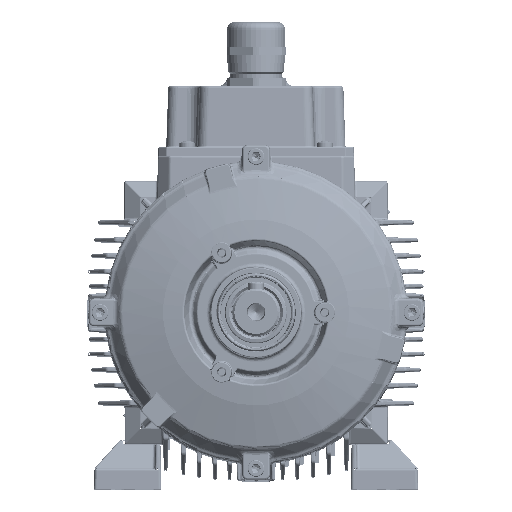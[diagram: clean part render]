
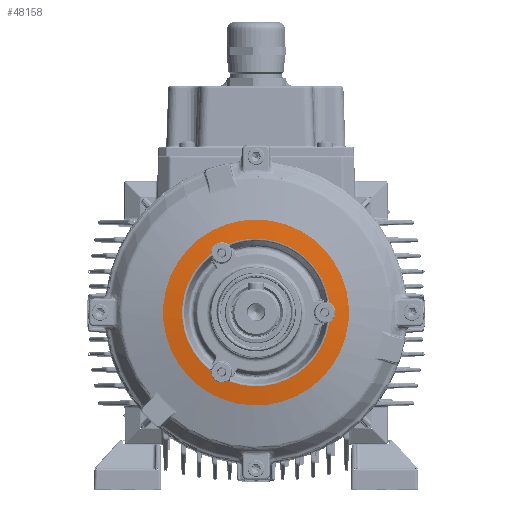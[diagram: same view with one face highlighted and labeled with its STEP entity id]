
A CAD part, top view. The second image highlights one B-rep face of the part: STEP entity #48158.
In plain terms, the highlighted conical face has half-angle 83.497 degrees and reference radius 46.74 mm.
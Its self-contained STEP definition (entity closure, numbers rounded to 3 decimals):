
#28724=FACE_BOUND('',#63218,.T.);
#28725=FACE_BOUND('',#63219,.T.);
#34746=B_SPLINE_CURVE_WITH_KNOTS('',3,(#287694,#287695,#287696,#287697,
#287698,#287699,#287700,#287701,#287702,#287703),.UNSPECIFIED.,.F.,.F.,
(4,2,2,2,4),(0.,0.25,0.5,0.75,1.),.UNSPECIFIED.);
#34750=B_SPLINE_CURVE_WITH_KNOTS('',3,(#287758,#287759,#287760,#287761,
#287762,#287763,#287764,#287765,#287766,#287767),.UNSPECIFIED.,.F.,.F.,
(4,2,2,2,4),(0.,0.25,0.5,0.75,1.),.UNSPECIFIED.);
#34833=B_SPLINE_CURVE_WITH_KNOTS('',3,(#289128,#289129,#289130,#289131,
#289132,#289133,#289134,#289135,#289136,#289137),.UNSPECIFIED.,.F.,.F.,
(4,2,2,2,4),(0.,0.25,0.5,0.75,1.),.UNSPECIFIED.);
#34836=B_SPLINE_CURVE_WITH_KNOTS('',3,(#289180,#289181,#289182,#289183,
#289184,#289185),.UNSPECIFIED.,.F.,.F.,(4,2,4),(0.,0.3,1.),
 .UNSPECIFIED.);
#34837=B_SPLINE_CURVE_WITH_KNOTS('',3,(#289186,#289187,#289188,#289189,
#289190,#289191),.UNSPECIFIED.,.F.,.F.,(4,2,4),(0.,0.7,1.),
 .UNSPECIFIED.);
#34838=B_SPLINE_CURVE_WITH_KNOTS('',3,(#289192,#289193,#289194,#289195,
#289196,#289197),.UNSPECIFIED.,.F.,.F.,(4,2,4),(0.,0.3,1.),
 .UNSPECIFIED.);
#34839=B_SPLINE_CURVE_WITH_KNOTS('',3,(#289198,#289199,#289200,#289201,
#289202,#289203),.UNSPECIFIED.,.F.,.F.,(4,2,4),(0.,0.7,1.),
 .UNSPECIFIED.);
#34840=B_SPLINE_CURVE_WITH_KNOTS('',3,(#289204,#289205,#289206,#289207,
#289208,#289209),.UNSPECIFIED.,.F.,.F.,(4,2,4),(0.,0.3,1.),
 .UNSPECIFIED.);
#34841=B_SPLINE_CURVE_WITH_KNOTS('',3,(#289210,#289211,#289212,#289213,
#289214,#289215),.UNSPECIFIED.,.F.,.F.,(4,2,4),(0.,0.7,1.),
 .UNSPECIFIED.);
#48158=ADVANCED_FACE('',(#28724,#28725),#50919,.T.);
#50919=CONICAL_SURFACE('',#169340,46.74,83.497);
#63218=EDGE_LOOP('',(#95670));
#63219=EDGE_LOOP('',(#95671,#95672,#95673,#95674,#95675,#95676,#95677,#95678,
#95679,#95680,#95681,#95682));
#69913=CIRCLE('',#169012,47.315);
#70049=CIRCLE('',#169232,37.572);
#70053=CIRCLE('',#169237,37.572);
#70105=CIRCLE('',#169331,37.572);
#95670=ORIENTED_EDGE('',*,*,#134787,.F.);
#95671=ORIENTED_EDGE('',*,*,#135112,.T.);
#95672=ORIENTED_EDGE('',*,*,#135291,.T.);
#95673=ORIENTED_EDGE('',*,*,#135140,.T.);
#95674=ORIENTED_EDGE('',*,*,#135292,.T.);
#95675=ORIENTED_EDGE('',*,*,#135288,.T.);
#95676=ORIENTED_EDGE('',*,*,#135293,.T.);
#95677=ORIENTED_EDGE('',*,*,#135146,.T.);
#95678=ORIENTED_EDGE('',*,*,#135294,.T.);
#95679=ORIENTED_EDGE('',*,*,#135116,.T.);
#95680=ORIENTED_EDGE('',*,*,#135295,.T.);
#95681=ORIENTED_EDGE('',*,*,#135269,.T.);
#95682=ORIENTED_EDGE('',*,*,#135296,.T.);
#116730=VERTEX_POINT('',#285659);
#116899=VERTEX_POINT('',#287693);
#116900=VERTEX_POINT('',#287704);
#116903=VERTEX_POINT('',#287757);
#116904=VERTEX_POINT('',#287768);
#116920=VERTEX_POINT('',#287896);
#116922=VERTEX_POINT('',#287900);
#116924=VERTEX_POINT('',#287929);
#116925=VERTEX_POINT('',#287931);
#116962=VERTEX_POINT('',#288981);
#116963=VERTEX_POINT('',#288983);
#116968=VERTEX_POINT('',#289138);
#116969=VERTEX_POINT('',#289139);
#134787=EDGE_CURVE('',#116730,#116730,#69913,.T.);
#135112=EDGE_CURVE('',#116900,#116899,#34746,.T.);
#135116=EDGE_CURVE('',#116904,#116903,#34750,.T.);
#135140=EDGE_CURVE('',#116920,#116922,#70049,.T.);
#135146=EDGE_CURVE('',#116924,#116925,#70053,.T.);
#135269=EDGE_CURVE('',#116962,#116963,#70105,.T.);
#135288=EDGE_CURVE('',#116968,#116969,#34833,.T.);
#135291=EDGE_CURVE('',#116899,#116920,#34836,.T.);
#135292=EDGE_CURVE('',#116922,#116968,#34837,.T.);
#135293=EDGE_CURVE('',#116969,#116924,#34838,.T.);
#135294=EDGE_CURVE('',#116925,#116904,#34839,.T.);
#135295=EDGE_CURVE('',#116903,#116962,#34840,.T.);
#135296=EDGE_CURVE('',#116963,#116900,#34841,.T.);
#169012=AXIS2_PLACEMENT_3D('',#285658,#196348,#196349);
#169232=AXIS2_PLACEMENT_3D('',#287901,#196851,#196852);
#169237=AXIS2_PLACEMENT_3D('',#287932,#196861,#196862);
#169331=AXIS2_PLACEMENT_3D('',#288984,#197056,#197057);
#169340=AXIS2_PLACEMENT_3D('',#289216,#197074,#197075);
#196348=DIRECTION('',(0.,0.,-1.));
#196349=DIRECTION('',(0.,1.,0.));
#196851=DIRECTION('',(0.,0.,-1.));
#196852=DIRECTION('',(0.,1.,0.));
#196861=DIRECTION('',(0.,0.,-1.));
#196862=DIRECTION('',(0.,1.,0.));
#197056=DIRECTION('',(0.,0.,-1.));
#197057=DIRECTION('',(0.,1.,0.));
#197074=DIRECTION('',(0.,0.,-1.));
#197075=DIRECTION('',(0.,-1.,0.));
#285658=CARTESIAN_POINT('',(0.,0.,-11.976));
#285659=CARTESIAN_POINT('',(0.,47.315,-11.976));
#287693=CARTESIAN_POINT('',(-22.889,-29.595,-10.847));
#287694=CARTESIAN_POINT('',(-14.185,-34.62,-10.847));
#287695=CARTESIAN_POINT('',(-15.024,-35.254,-10.95));
#287696=CARTESIAN_POINT('',(-16.065,-35.645,-11.038));
#287697=CARTESIAN_POINT('',(-18.198,-35.78,-11.157));
#287698=CARTESIAN_POINT('',(-19.282,-35.523,-11.188));
#287699=CARTESIAN_POINT('',(-21.117,-34.466,-11.188));
#287700=CARTESIAN_POINT('',(-21.887,-33.648,-11.157));
#287701=CARTESIAN_POINT('',(-22.833,-31.746,-11.039));
#287702=CARTESIAN_POINT('',(-23.019,-30.639,-10.95));
#287703=CARTESIAN_POINT('',(-22.889,-29.595,-10.847));
#287704=CARTESIAN_POINT('',(-14.185,-34.62,-10.847));
#287757=CARTESIAN_POINT('',(37.074,-5.025,-10.847));
#287758=CARTESIAN_POINT('',(37.074,5.025,-10.847));
#287759=CARTESIAN_POINT('',(38.043,4.615,-10.95));
#287760=CARTESIAN_POINT('',(38.902,3.91,-11.038));
#287761=CARTESIAN_POINT('',(40.085,2.13,-11.157));
#287762=CARTESIAN_POINT('',(40.405,1.063,-11.188));
#287763=CARTESIAN_POINT('',(40.407,-1.055,-11.188));
#287764=CARTESIAN_POINT('',(40.083,-2.131,-11.157));
#287765=CARTESIAN_POINT('',(38.909,-3.901,-11.039));
#287766=CARTESIAN_POINT('',(38.044,-4.615,-10.95));
#287767=CARTESIAN_POINT('',(37.074,-5.025,-10.847));
#287768=CARTESIAN_POINT('',(37.074,5.025,-10.847));
#287896=CARTESIAN_POINT('',(-23.521,-29.299,-10.865));
#287900=CARTESIAN_POINT('',(-23.521,29.299,-10.865));
#287901=CARTESIAN_POINT('',(0.,0.,-10.865));
#287929=CARTESIAN_POINT('',(-13.613,35.019,-10.865));
#287931=CARTESIAN_POINT('',(37.134,5.72,-10.865));
#287932=CARTESIAN_POINT('',(0.,0.,-10.865));
#288981=CARTESIAN_POINT('',(37.134,-5.72,-10.865));
#288983=CARTESIAN_POINT('',(-13.613,-35.019,-10.865));
#288984=CARTESIAN_POINT('',(0.,0.,-10.865));
#289128=CARTESIAN_POINT('',(-22.889,29.595,-10.847));
#289129=CARTESIAN_POINT('',(-23.018,30.638,-10.95));
#289130=CARTESIAN_POINT('',(-22.837,31.736,-11.038));
#289131=CARTESIAN_POINT('',(-21.887,33.65,-11.157));
#289132=CARTESIAN_POINT('',(-21.123,34.46,-11.188));
#289133=CARTESIAN_POINT('',(-19.29,35.521,-11.188));
#289134=CARTESIAN_POINT('',(-18.196,35.779,-11.157));
#289135=CARTESIAN_POINT('',(-16.077,35.647,-11.039));
#289136=CARTESIAN_POINT('',(-15.025,35.254,-10.95));
#289137=CARTESIAN_POINT('',(-14.185,34.62,-10.847));
#289138=CARTESIAN_POINT('',(-22.889,29.595,-10.847));
#289139=CARTESIAN_POINT('',(-14.185,34.62,-10.847));
#289180=CARTESIAN_POINT('',(-22.889,-29.595,-10.847));
#289181=CARTESIAN_POINT('',(-22.959,-29.581,-10.851));
#289182=CARTESIAN_POINT('',(-23.027,-29.562,-10.854));
#289183=CARTESIAN_POINT('',(-23.247,-29.483,-10.862));
#289184=CARTESIAN_POINT('',(-23.393,-29.401,-10.865));
#289185=CARTESIAN_POINT('',(-23.521,-29.299,-10.865));
#289186=CARTESIAN_POINT('',(-23.521,29.299,-10.865));
#289187=CARTESIAN_POINT('',(-23.393,29.401,-10.865));
#289188=CARTESIAN_POINT('',(-23.247,29.483,-10.862));
#289189=CARTESIAN_POINT('',(-23.027,29.562,-10.854));
#289190=CARTESIAN_POINT('',(-22.959,29.581,-10.851));
#289191=CARTESIAN_POINT('',(-22.889,29.595,-10.847));
#289192=CARTESIAN_POINT('',(-14.185,34.62,-10.847));
#289193=CARTESIAN_POINT('',(-14.138,34.673,-10.851));
#289194=CARTESIAN_POINT('',(-14.088,34.723,-10.854));
#289195=CARTESIAN_POINT('',(-13.909,34.874,-10.862));
#289196=CARTESIAN_POINT('',(-13.765,34.96,-10.865));
#289197=CARTESIAN_POINT('',(-13.613,35.019,-10.865));
#289198=CARTESIAN_POINT('',(37.134,5.72,-10.865));
#289199=CARTESIAN_POINT('',(37.159,5.559,-10.865));
#289200=CARTESIAN_POINT('',(37.157,5.391,-10.862));
#289201=CARTESIAN_POINT('',(37.115,5.161,-10.854));
#289202=CARTESIAN_POINT('',(37.097,5.092,-10.851));
#289203=CARTESIAN_POINT('',(37.074,5.025,-10.847));
#289204=CARTESIAN_POINT('',(37.074,-5.025,-10.847));
#289205=CARTESIAN_POINT('',(37.097,-5.092,-10.851));
#289206=CARTESIAN_POINT('',(37.115,-5.161,-10.854));
#289207=CARTESIAN_POINT('',(37.157,-5.391,-10.862));
#289208=CARTESIAN_POINT('',(37.159,-5.559,-10.865));
#289209=CARTESIAN_POINT('',(37.134,-5.72,-10.865));
#289210=CARTESIAN_POINT('',(-13.613,-35.019,-10.865));
#289211=CARTESIAN_POINT('',(-13.765,-34.96,-10.865));
#289212=CARTESIAN_POINT('',(-13.909,-34.874,-10.862));
#289213=CARTESIAN_POINT('',(-14.088,-34.723,-10.854));
#289214=CARTESIAN_POINT('',(-14.138,-34.673,-10.851));
#289215=CARTESIAN_POINT('',(-14.185,-34.62,-10.847));
#289216=CARTESIAN_POINT('',(0.,0.,-11.91));
